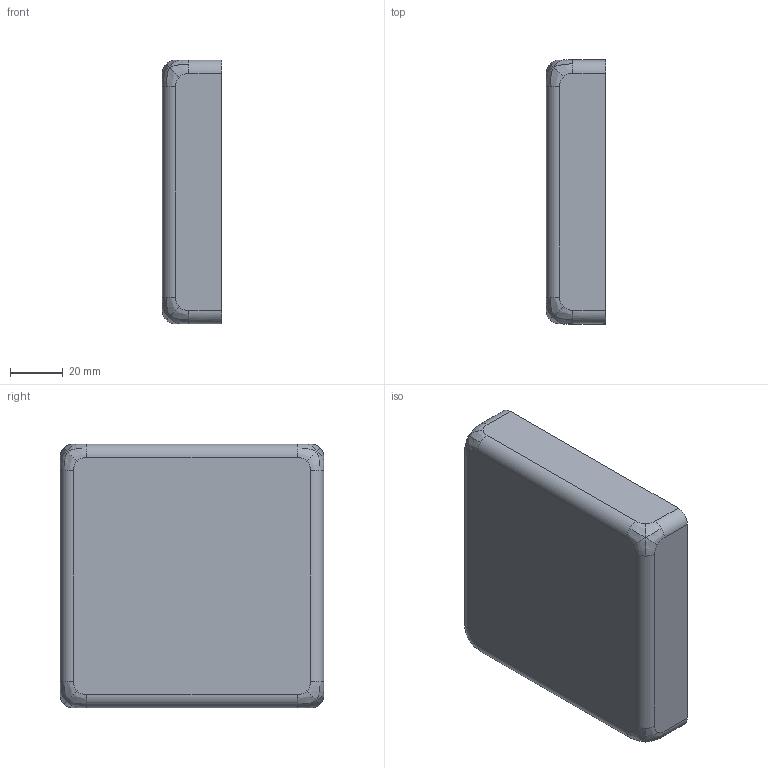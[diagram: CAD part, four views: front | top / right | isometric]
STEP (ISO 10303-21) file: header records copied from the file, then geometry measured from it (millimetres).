
FILE_DESCRIPTION(/* description */ (''),/* implementation_level */ '2;1');
FILE_NAME(/* name */ 'Schnappverschluss oben v2.step',/* time_stamp */ '2022-02-13T12:42:36+01:00',/* author */ (''),/* organization */ (''),/* preprocessor_version */ 'ST-DEVELOPER v18.1',/* originating_system */ 'Autodesk Translation Framework v10.13.0.1454',/* authorisation */ '');
FILE_SCHEMA (('AUTOMOTIVE_DESIGN { 1 0 10303 214 3 1 1 }'));
Length unit declared in the file: millimetre
Products named in the file (1): Schnappverschluss oben
Bounding box: 22.5 x 100 x 100 mm (x, y, z)
Volume: 82473.7 mm3; surface area: 33401.2 mm2
Topology: 1 solids, 1 shells, 107 faces, 288 edges, 184 vertices
Faces by surface type: bspline 48, plane 43, cylinder 16
Entity records: 5067 total; most frequent: CARTESIAN_POINT 2500, ORIENTED_EDGE 576, DIRECTION 464, EDGE_CURVE 288, VERTEX_POINT 184, AXIS2_PLACEMENT_3D 164, LINE 136, VECTOR 136
